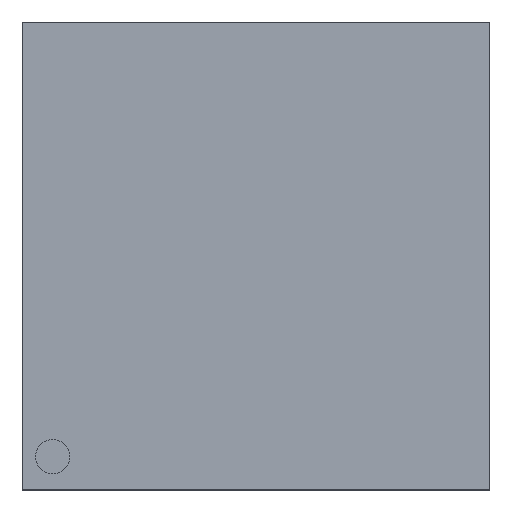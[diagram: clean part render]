
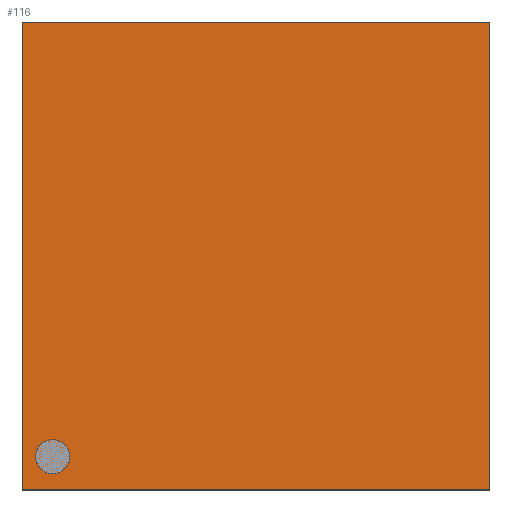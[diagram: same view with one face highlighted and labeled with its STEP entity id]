
A CAD part, top view. The second image highlights one B-rep face of the part: STEP entity #116.
In plain terms, the highlighted planar face has unit normal (0, 0, 1).
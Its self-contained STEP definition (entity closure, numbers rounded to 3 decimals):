
#116=ADVANCED_FACE('',(#254),#255,.T.);
#254=FACE_OUTER_BOUND('',#435,.T.);
#255=PLANE('',#436);
#435=EDGE_LOOP('',(#601,#602,#603,#604));
#436=AXIS2_PLACEMENT_3D('',#605,#606,#607);
#601=ORIENTED_EDGE('',*,*,#880,.F.);
#602=ORIENTED_EDGE('',*,*,#881,.F.);
#603=ORIENTED_EDGE('',*,*,#882,.F.);
#604=ORIENTED_EDGE('',*,*,#883,.F.);
#605=CARTESIAN_POINT('',(0.,0.,0.24));
#606=DIRECTION('',(0.0,0.0,1.0));
#607=DIRECTION('',(1.0,0.0,0.0));
#880=EDGE_CURVE('',#1013,#1014,#1015,.T.);
#881=EDGE_CURVE('',#1016,#1013,#1017,.T.);
#882=EDGE_CURVE('',#1018,#1016,#1019,.T.);
#883=EDGE_CURVE('',#1014,#1018,#1020,.T.);
#1013=VERTEX_POINT('',#1202);
#1014=VERTEX_POINT('',#1203);
#1015=LINE('',#1204,#1205);
#1016=VERTEX_POINT('',#1206);
#1017=LINE('',#1207,#1208);
#1018=VERTEX_POINT('',#1209);
#1019=LINE('',#1210,#1211);
#1020=LINE('',#1212,#1213);
#1202=CARTESIAN_POINT('',(0.461,0.461,0.24));
#1203=CARTESIAN_POINT('',(0.461,-0.461,0.24));
#1204=CARTESIAN_POINT('',(0.461,-0.461,0.24));
#1205=VECTOR('',#1375,1.0);
#1206=CARTESIAN_POINT('',(-0.461,0.461,0.24));
#1207=CARTESIAN_POINT('',(0.461,0.461,0.24));
#1208=VECTOR('',#1376,1.0);
#1209=CARTESIAN_POINT('',(-0.461,-0.461,0.24));
#1210=CARTESIAN_POINT('',(-0.461,0.461,0.24));
#1211=VECTOR('',#1377,1.0);
#1212=CARTESIAN_POINT('',(-0.461,-0.461,0.24));
#1213=VECTOR('',#1378,1.0);
#1375=DIRECTION('',(-0.0,-1.0,-0.0));
#1376=DIRECTION('',(1.0,0.0,0.0));
#1377=DIRECTION('',(0.0,1.0,0.0));
#1378=DIRECTION('',(-1.0,-0.0,-0.0));
